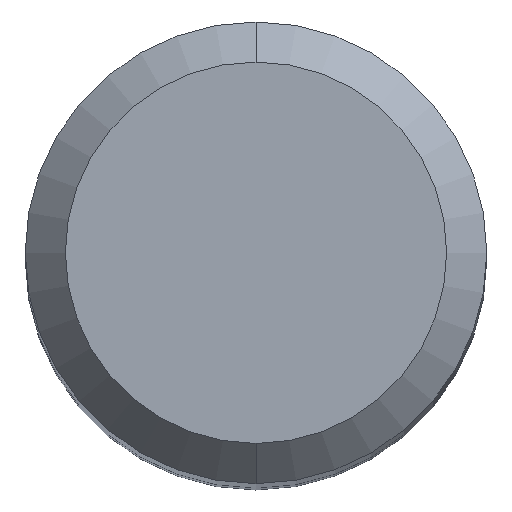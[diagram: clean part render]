
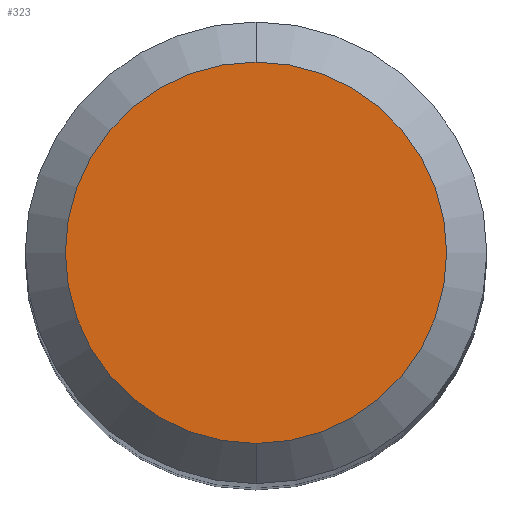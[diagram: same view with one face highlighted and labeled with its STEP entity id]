
A CAD part, top view. The second image highlights one B-rep face of the part: STEP entity #323.
In plain terms, the highlighted planar face has unit normal (0, 0, 1).
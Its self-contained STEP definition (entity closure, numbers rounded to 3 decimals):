
#27 = CIRCLE ( 'NONE', #121, 4.75 ) ;
#71 = DIRECTION ( 'NONE',  ( 0., 1., 0. ) ) ;
#73 = EDGE_CURVE ( 'NONE', #266, #226, #215, .T. ) ;
#90 = FACE_OUTER_BOUND ( 'NONE', #242, .T. ) ;
#94 = DIRECTION ( 'NONE',  ( 0., 1., 0. ) ) ;
#108 = DIRECTION ( 'NONE',  ( 0., 0., -1. ) ) ;
#114 = CARTESIAN_POINT ( 'NONE',  ( 0., 0., 95. ) ) ;
#118 = DIRECTION ( 'NONE',  ( 0., 1., 0. ) ) ;
#119 = CARTESIAN_POINT ( 'NONE',  ( 0., 0., 95. ) ) ;
#121 = AXIS2_PLACEMENT_3D ( 'NONE', #210, #108, #94 ) ;
#149 = ORIENTED_EDGE ( 'NONE', *, *, #73, .F. ) ;
#194 = CARTESIAN_POINT ( 'NONE',  ( 0., -4.75, 95. ) ) ;
#205 = AXIS2_PLACEMENT_3D ( 'NONE', #114, #243, #118 ) ;
#210 = CARTESIAN_POINT ( 'NONE',  ( 0., 0., 95. ) ) ;
#215 = CIRCLE ( 'NONE', #334, 4.75 ) ;
#223 = DIRECTION ( 'NONE',  ( 0., 0., -1. ) ) ;
#226 = VERTEX_POINT ( 'NONE', #237 ) ;
#237 = CARTESIAN_POINT ( 'NONE',  ( 0., 4.75, 95. ) ) ;
#242 = EDGE_LOOP ( 'NONE', ( #280, #149 ) ) ;
#243 = DIRECTION ( 'NONE',  ( 0., 0., -1. ) ) ;
#266 = VERTEX_POINT ( 'NONE', #194 ) ;
#267 = PLANE ( 'NONE',  #205 ) ;
#280 = ORIENTED_EDGE ( 'NONE', *, *, #301, .F. ) ;
#301 = EDGE_CURVE ( 'NONE', #226, #266, #27, .T. ) ;
#323 = ADVANCED_FACE ( 'NONE', ( #90 ), #267, .F. ) ;
#334 = AXIS2_PLACEMENT_3D ( 'NONE', #119, #223, #71 ) ;
